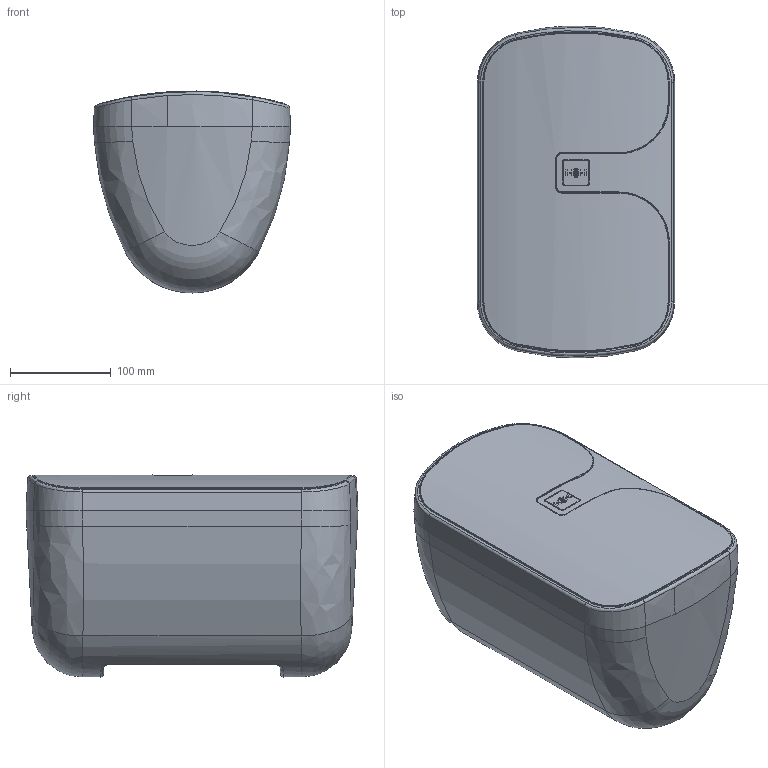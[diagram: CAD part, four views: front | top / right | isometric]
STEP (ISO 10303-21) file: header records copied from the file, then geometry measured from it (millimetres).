
FILE_DESCRIPTION (( 'STEP AP214' ), '1' );
FILE_NAME ('TNi-W6.STEP', '2020-02-28T14:27:36', ( '' ), ( '' ), 'SwSTEP 2.0', 'SolidWorks 2019', '' );
FILE_SCHEMA (( 'AUTOMOTIVE_DESIGN' ));
Length unit declared in the file: millimetre
Products named in the file (1): TNi-W6
Bounding box: 196 x 329.89 x 200.72 mm (x, y, z)
Volume: 1146093 mm3; surface area: 592121.3 mm2
Topology: 1 solids, 1 shells, 364 faces, 954 edges, 608 vertices
Faces by surface type: bspline 129, plane 128, cylinder 90, cone 11, torus 6
Entity records: 34449 total; most frequent: CARTESIAN_POINT 24883, ORIENTED_EDGE 1908, DIRECTION 1133, EDGE_CURVE 954, VERTEX_POINT 608, B_SPLINE_CURVE_WITH_KNOTS 428, EDGE_LOOP 380, LINE 379
